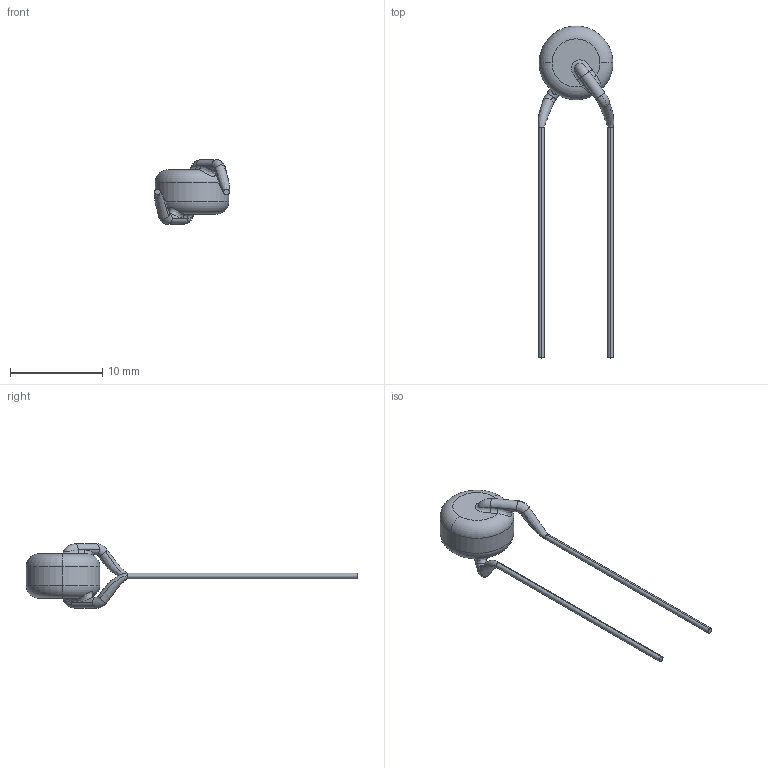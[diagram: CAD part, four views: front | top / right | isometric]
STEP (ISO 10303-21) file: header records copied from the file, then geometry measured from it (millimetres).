
FILE_DESCRIPTION (( 'STEP AP214' ), '1' );
FILE_NAME ('DE6E3KJ152MN3A.STEP', '2020-01-22T21:28:57', ( '' ), ( '' ), 'SwSTEP 2.0', 'SolidWorks 2018', '' );
FILE_SCHEMA (( 'AUTOMOTIVE_DESIGN' ));
Length unit declared in the file: millimetre
Products named in the file (1): DE6E3KJ152MN3A
Bounding box: 8.17 x 36 x 7 mm (x, y, z)
Volume: 254.3 mm3; surface area: 333.3 mm2
Topology: 3 solids, 3 shells, 42 faces, 96 edges, 60 vertices
Faces by surface type: cylinder 16, torus 10, plane 8, bspline 8
Entity records: 2000 total; most frequent: CARTESIAN_POINT 991, DIRECTION 218, ORIENTED_EDGE 192, AXIS2_PLACEMENT_3D 99, EDGE_CURVE 96, CIRCLE 64, VERTEX_POINT 60, FACE_OUTER_BOUND 42
